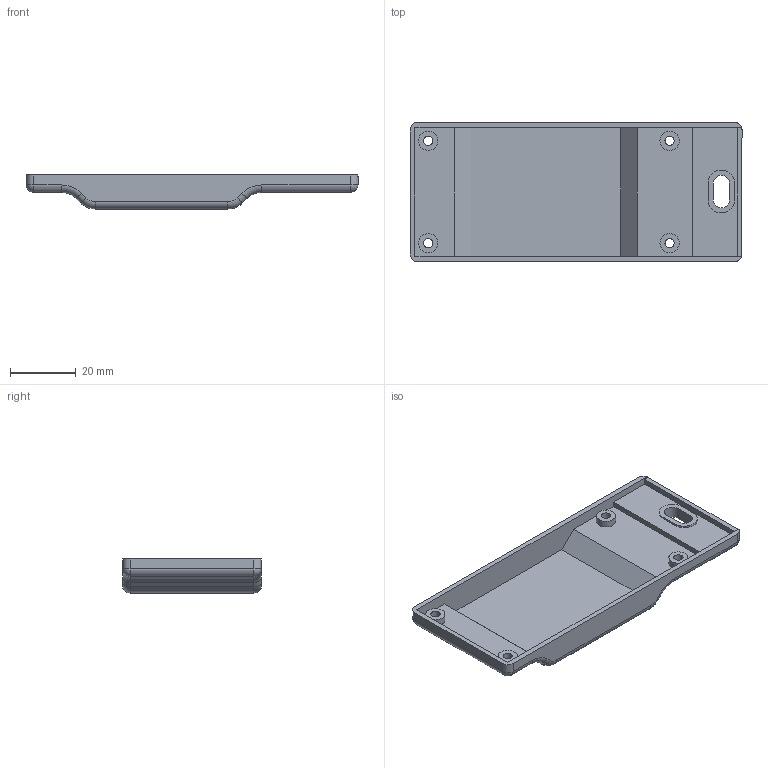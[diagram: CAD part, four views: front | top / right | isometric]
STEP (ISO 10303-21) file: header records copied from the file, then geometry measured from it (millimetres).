
FILE_DESCRIPTION (( 'STEP AP214' ), '1' );
FILE_NAME ('10000167 rev3.STEP', '2017-03-09T20:54:02', ( '' ), ( '' ), 'SwSTEP 2.0', 'SolidWorks 2016', '' );
FILE_SCHEMA (( 'AUTOMOTIVE_DESIGN' ));
Length unit declared in the file: inch
Products named in the file (1): 10000167 rev3
Bounding box: 101.35 x 42.42 x 10.41 mm (x, y, z)
Volume: 9502.8 mm3; surface area: 12384.6 mm2
Topology: 1 solids, 1 shells, 75 faces, 182 edges, 110 vertices
Faces by surface type: cylinder 32, plane 31, torus 8, sphere 4
Full cylindrical faces by diameter (mm): 2.845 x4, 5.893 x4
Entity records: 2160 total; most frequent: DIRECTION 394, CARTESIAN_POINT 352, ORIENTED_EDGE 336, EDGE_CURVE 168, AXIS2_PLACEMENT_3D 150, VERTEX_POINT 108, EDGE_LOOP 98, VECTOR 94
